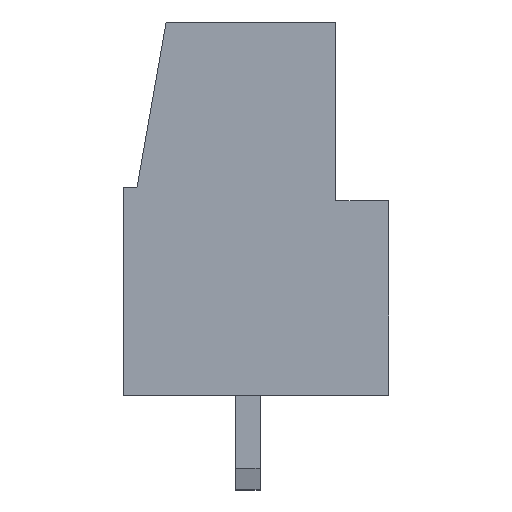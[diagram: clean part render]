
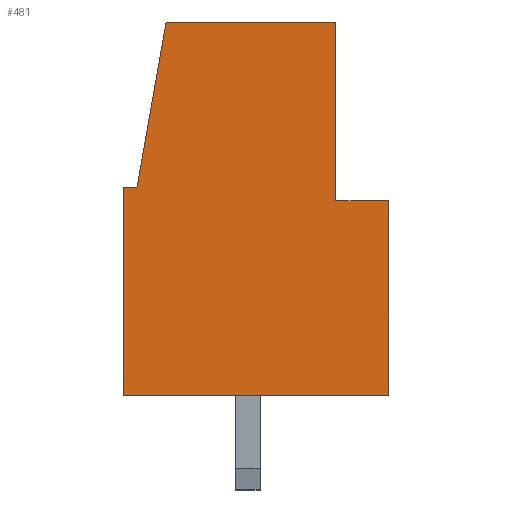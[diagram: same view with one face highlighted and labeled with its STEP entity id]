
A CAD part, left-side view. The second image highlights one B-rep face of the part: STEP entity #481.
In plain terms, the highlighted planar face has unit normal (-1, 0, 0).
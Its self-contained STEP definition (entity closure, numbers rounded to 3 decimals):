
#481 = ADVANCED_FACE( 'F0', ( #1060 ), #1061, .T. );
#1060 = FACE_OUTER_BOUND( '', #1758, .T. );
#1061 = PLANE( '', #1759 );
#1758 = EDGE_LOOP( '', ( #2961, #2962, #2963, #2964, #2965, #2966, #2967, #2968 ) );
#1759 = AXIS2_PLACEMENT_3D( '', #2969, #2970, #2971 );
#2961 = ORIENTED_EDGE( '', *, *, #4648, .T. );
#2962 = ORIENTED_EDGE( '', *, *, #4649, .T. );
#2963 = ORIENTED_EDGE( '', *, *, #4650, .T. );
#2964 = ORIENTED_EDGE( '', *, *, #4302, .F. );
#2965 = ORIENTED_EDGE( '', *, *, #4651, .T. );
#2966 = ORIENTED_EDGE( '', *, *, #4652, .T. );
#2967 = ORIENTED_EDGE( '', *, *, #4492, .T. );
#2968 = ORIENTED_EDGE( '', *, *, #4653, .T. );
#2969 = CARTESIAN_POINT( '', ( -2.54, 0., 0. ) );
#2970 = DIRECTION( '', ( -1., 0., 0. ) );
#2971 = DIRECTION( '', ( 0., 0., 1. ) );
#4302 = EDGE_CURVE( '', #5169, #5171, #5172, .T. );
#4492 = EDGE_CURVE( '', #5483, #5487, #5489, .T. );
#4648 = EDGE_CURVE( '', #5721, #5722, #5723, .T. );
#4649 = EDGE_CURVE( '', #5722, #5724, #5725, .T. );
#4650 = EDGE_CURVE( '', #5724, #5171, #5726, .T. );
#4651 = EDGE_CURVE( '', #5169, #5727, #5728, .T. );
#4652 = EDGE_CURVE( '', #5727, #5483, #5729, .T. );
#4653 = EDGE_CURVE( '', #5487, #5721, #5730, .T. );
#5169 = VERTEX_POINT( '', #6402 );
#5171 = VERTEX_POINT( '', #6405 );
#5172 = LINE( '', #6406, #6407 );
#5483 = VERTEX_POINT( '', #6865 );
#5487 = VERTEX_POINT( '', #6871 );
#5489 = LINE( '', #6874, #6875 );
#5721 = VERTEX_POINT( '', #7215 );
#5722 = VERTEX_POINT( '', #7216 );
#5723 = LINE( '', #7217, #7218 );
#5724 = VERTEX_POINT( '', #7219 );
#5725 = LINE( '', #7220, #7221 );
#5726 = LINE( '', #7222, #7223 );
#5727 = VERTEX_POINT( '', #7224 );
#5728 = LINE( '', #7225, #7226 );
#5729 = LINE( '', #7227, #7228 );
#5730 = LINE( '', #7229, #7230 );
#6402 = CARTESIAN_POINT( '', ( -2.54, -9.8, 0. ) );
#6405 = CARTESIAN_POINT( '', ( -2.54, 0., 0. ) );
#6406 = CARTESIAN_POINT( '', ( -2.54, 0., 0. ) );
#6407 = VECTOR( '', #7936, 1000. );
#6865 = CARTESIAN_POINT( '', ( -2.54, -7.85, 7.2 ) );
#6871 = CARTESIAN_POINT( '', ( -2.54, -7.85, 13.8 ) );
#6874 = CARTESIAN_POINT( '', ( -2.54, -7.85, -11.5 ) );
#6875 = VECTOR( '', #8099, 1000. );
#7215 = CARTESIAN_POINT( '', ( -2.54, -1.576, 13.8 ) );
#7216 = CARTESIAN_POINT( '', ( -2.54, -0.5, 7.7 ) );
#7217 = CARTESIAN_POINT( '', ( -2.54, 2.885, -11.5 ) );
#7218 = VECTOR( '', #8247, 1000. );
#7219 = CARTESIAN_POINT( '', ( -2.54, 0., 7.7 ) );
#7220 = CARTESIAN_POINT( '', ( -2.54, 0., 7.7 ) );
#7221 = VECTOR( '', #8248, 1000. );
#7222 = CARTESIAN_POINT( '', ( -2.54, 0., -11.5 ) );
#7223 = VECTOR( '', #8249, 1000. );
#7224 = CARTESIAN_POINT( '', ( -2.54, -9.8, 7.2 ) );
#7225 = CARTESIAN_POINT( '', ( -2.54, -9.8, -11.5 ) );
#7226 = VECTOR( '', #8250, 1000. );
#7227 = CARTESIAN_POINT( '', ( -2.54, 0., 7.2 ) );
#7228 = VECTOR( '', #8251, 1000. );
#7229 = CARTESIAN_POINT( '', ( -2.54, 0., 13.8 ) );
#7230 = VECTOR( '', #8252, 1000. );
#7936 = DIRECTION( '', ( 0., 1., 0. ) );
#8099 = DIRECTION( '', ( 0., 0., 1. ) );
#8247 = DIRECTION( '', ( 0., 0.174, -0.985 ) );
#8248 = DIRECTION( '', ( 0., 1., 0. ) );
#8249 = DIRECTION( '', ( 0., 0., -1. ) );
#8250 = DIRECTION( '', ( 0., 0., 1. ) );
#8251 = DIRECTION( '', ( 0., 1., 0. ) );
#8252 = DIRECTION( '', ( 0., 1., 0. ) );
